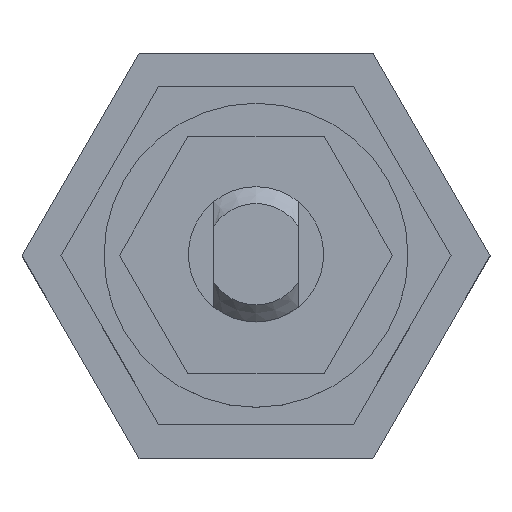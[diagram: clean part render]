
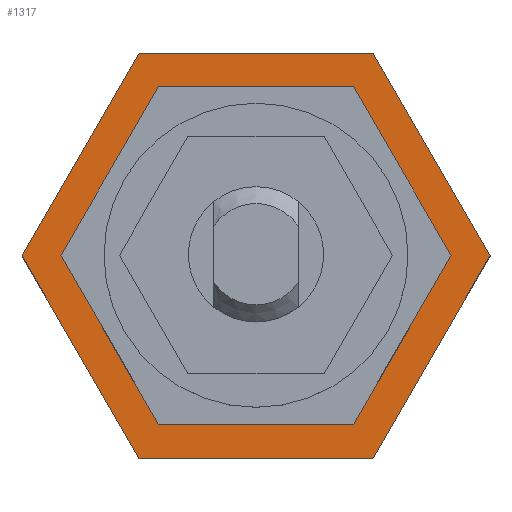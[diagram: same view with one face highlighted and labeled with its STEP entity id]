
A CAD part, top view. The second image highlights one B-rep face of the part: STEP entity #1317.
In plain terms, the highlighted planar face has unit normal (0, 0, 1).
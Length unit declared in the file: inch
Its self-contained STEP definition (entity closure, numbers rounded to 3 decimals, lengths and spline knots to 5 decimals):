
#1037=CARTESIAN_POINT('',(-0.46875,0.,-1.125));
#1038=VERTEX_POINT('',#1037);
#1054=CARTESIAN_POINT('',(0.46875,0.,-1.125));
#1055=VERTEX_POINT('',#1054);
#1062=CARTESIAN_POINT('',(0.,0.,-1.125));
#1063=DIRECTION('',(0.0,0.0,-1.0));
#1064=DIRECTION('',(-1.0,0.0,0.0));
#1065=AXIS2_PLACEMENT_3D('',#1062,#1063,#1064);
#1066=CIRCLE('',#1065,0.46875);
#1067=EDGE_CURVE('',#1038,#1055,#1066,.T.);
#1078=CARTESIAN_POINT('',(0.,0.,-1.125));
#1079=DIRECTION('',(0.0,0.0,-1.0));
#1080=DIRECTION('',(-1.0,0.0,0.0));
#1081=AXIS2_PLACEMENT_3D('',#1078,#1079,#1080);
#1082=CIRCLE('',#1081,0.46875);
#1083=EDGE_CURVE('',#1055,#1038,#1082,.T.);
#1111=CARTESIAN_POINT('',(-0.43301,-0.75,-1.125));
#1112=VERTEX_POINT('',#1111);
#1119=CARTESIAN_POINT('',(-0.86603,0.,-1.125));
#1120=VERTEX_POINT('',#1119);
#1121=CARTESIAN_POINT('',(-0.86603,0.,-1.125));
#1122=DIRECTION('',(0.5,-0.866,0.0));
#1123=VECTOR('',#1122,0.86603);
#1124=LINE('',#1121,#1123);
#1125=EDGE_CURVE('',#1120,#1112,#1124,.T.);
#1149=CARTESIAN_POINT('',(0.43301,-0.75,-1.125));
#1150=VERTEX_POINT('',#1149);
#1157=CARTESIAN_POINT('',(-0.43301,-0.75,-1.125));
#1158=DIRECTION('',(1.0,0.0,0.0));
#1159=VECTOR('',#1158,0.86603);
#1160=LINE('',#1157,#1159);
#1161=EDGE_CURVE('',#1112,#1150,#1160,.T.);
#1180=CARTESIAN_POINT('',(0.86603,0.,-1.125));
#1181=VERTEX_POINT('',#1180);
#1188=CARTESIAN_POINT('',(0.43301,-0.75,-1.125));
#1189=DIRECTION('',(0.5,0.866,0.0));
#1190=VECTOR('',#1189,0.86603);
#1191=LINE('',#1188,#1190);
#1192=EDGE_CURVE('',#1150,#1181,#1191,.T.);
#1211=CARTESIAN_POINT('',(0.43301,0.75,-1.125));
#1212=VERTEX_POINT('',#1211);
#1219=CARTESIAN_POINT('',(0.86603,0.,-1.125));
#1220=DIRECTION('',(-0.5,0.866,0.0));
#1221=VECTOR('',#1220,0.86603);
#1222=LINE('',#1219,#1221);
#1223=EDGE_CURVE('',#1181,#1212,#1222,.T.);
#1242=CARTESIAN_POINT('',(-0.43301,0.75,-1.125));
#1243=VERTEX_POINT('',#1242);
#1250=CARTESIAN_POINT('',(0.43301,0.75,-1.125));
#1251=DIRECTION('',(-1.0,0.0,0.0));
#1252=VECTOR('',#1251,0.86603);
#1253=LINE('',#1250,#1252);
#1254=EDGE_CURVE('',#1212,#1243,#1253,.T.);
#1272=CARTESIAN_POINT('',(-0.43301,0.75,-1.125));
#1273=DIRECTION('',(-0.5,-0.866,0.0));
#1274=VECTOR('',#1273,0.86603);
#1275=LINE('',#1272,#1274);
#1276=EDGE_CURVE('',#1243,#1120,#1275,.T.);
#1300=CARTESIAN_POINT('',(0.,0.,-1.125));
#1301=DIRECTION('',(0.0,0.0,-1.0));
#1302=DIRECTION('',(-1.0,0.0,0.0));
#1303=AXIS2_PLACEMENT_3D('',#1300,#1301,#1302);
#1304=PLANE('',#1303);
#1305=ORIENTED_EDGE('',*,*,#1276,.T.);
#1306=ORIENTED_EDGE('',*,*,#1125,.T.);
#1307=ORIENTED_EDGE('',*,*,#1161,.T.);
#1308=ORIENTED_EDGE('',*,*,#1192,.T.);
#1309=ORIENTED_EDGE('',*,*,#1223,.T.);
#1310=ORIENTED_EDGE('',*,*,#1254,.T.);
#1311=EDGE_LOOP('',(#1305,#1306,#1307,#1308,#1309,#1310));
#1312=FACE_OUTER_BOUND('',#1311,.T.);
#1313=ORIENTED_EDGE('',*,*,#1067,.T.);
#1314=ORIENTED_EDGE('',*,*,#1083,.T.);
#1315=EDGE_LOOP('',(#1313,#1314));
#1316=FACE_BOUND('',#1315,.T.);
#1317=ADVANCED_FACE('',(#1312,#1316),#1304,.F.);
